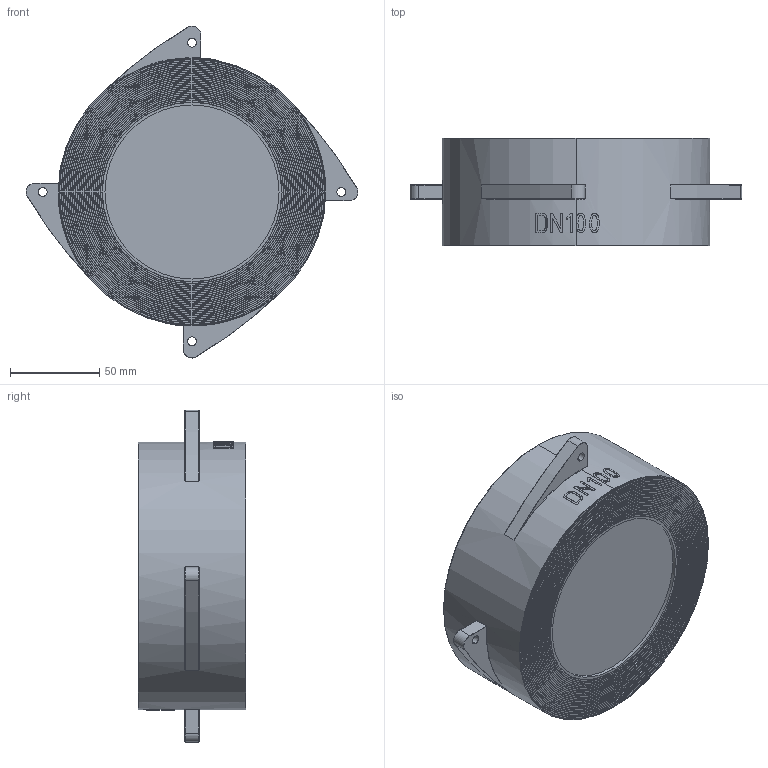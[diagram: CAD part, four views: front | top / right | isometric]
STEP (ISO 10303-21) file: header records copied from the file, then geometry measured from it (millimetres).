
FILE_DESCRIPTION (( 'STEP AP214' ), '1' );
FILE_NAME ('932-100.STEP', '2012-07-03T13:23:49', ( 'rals' ), ( 'Hewlett-Packard Company' ), 'SwSTEP 2.0', 'SolidWorks 2011', '' );
FILE_SCHEMA (( 'AUTOMOTIVE_DESIGN' ));
Length unit declared in the file: millimetre
Products named in the file (1): 932-100
Bounding box: 185.99 x 60 x 186 mm (x, y, z)
Volume: 1002655.3 mm3; surface area: 72707.2 mm2
Topology: 1 solids, 1 shells, 299 faces, 693 edges, 440 vertices
Faces by surface type: torus 106, bspline 75, plane 74, cylinder 44
Entity records: 19859 total; most frequent: CARTESIAN_POINT 13360, ORIENTED_EDGE 1370, DIRECTION 1293, EDGE_CURVE 685, AXIS2_PLACEMENT_3D 605, VERTEX_POINT 440, CIRCLE 380, EDGE_LOOP 359
